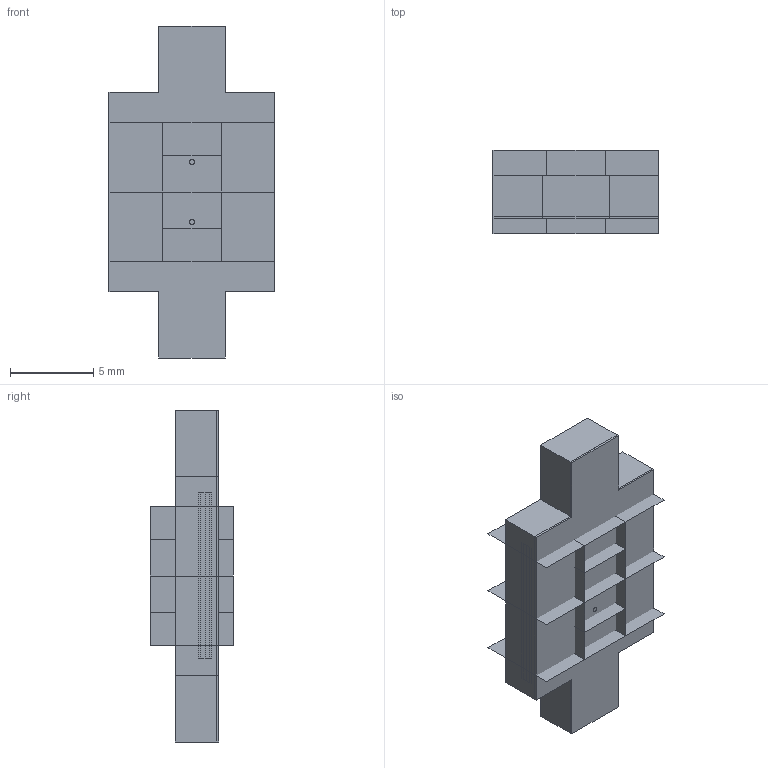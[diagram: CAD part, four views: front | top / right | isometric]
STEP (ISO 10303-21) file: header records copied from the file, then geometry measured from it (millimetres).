
FILE_DESCRIPTION(('FreeCAD Model'),'2;1');
FILE_NAME('Open CASCADE Shape Model','2025-02-03T09:54:24',(''),(''), 'Open CASCADE STEP processor 7.7','FreeCAD','Unknown');
FILE_SCHEMA(('AUTOMOTIVE_DESIGN { 1 0 10303 214 1 1 1 1 }'));
Length unit declared in the file: millimetre
Products named in the file (82): CMP_test; BC_Contatto_Esterno; solid19; solid19_1; BC_Metal_planar; face1; face2; face3; face5; face6; face7; face8; face9; face10; face11; face12; face13; BC_Metallizzazioni; solid13; solid16; solid32; solid34; BC_Metallizzazioni_Bis; solid035; solid036; solid037; solid038; BC_Metallizzazioni_Megtron; face14; face15; BC_Monolitico_metal; face4; BC_Via_Hole; solid23; solid24; solid25; solid27; solid29; solid31; solid35 ...
Assembly tree (81 placements, depth 3):
  CMP_test
    BC_Contatto_Esterno
      solid19
      solid19_1
    BC_Metal_planar
      face1
      face2
      face3
      face5
      face6
      face7
      face8
      face9
      face10
      face11
      face12
      face13
    BC_Metallizzazioni
      solid13
      solid16
      solid32
      solid34
    BC_Metallizzazioni_Bis
      solid035
      solid036
      solid037
      solid038
    BC_Metallizzazioni_Megtron
      face14
      face15
    BC_Monolitico_metal
      face4
    BC_Via_Hole
      solid23
      solid24
      solid25
      solid27
      solid29
      solid31
      solid35
      solid36
      solid35_1
      solid36_1
      solid38
      solid38_1
    BC_Via_Hole_Bis
      solid039
      solid040
      solid041
      solid042
      solid28
      solid043
      solid044
    BC_wires
      wire1
      wire2
    DIEL_Megtron6
      solid8
    DIEL_Monolitico_subs
      solid5
Bounding box: 10 x 5 x 20 mm (x, y, z)
Volume: 399.3 mm3; surface area: 2134 mm2
Topology: 39 solids, 82 shells, 248 faces, 560 edges, 408 vertices
Faces by surface type: plane 180, cylinder 60, bspline 4, sphere 4
Entity records: 14915 total; most frequent: CARTESIAN_POINT 7262, DIRECTION 1346, ORIENTED_EDGE 960, EDGE_CURVE 556, AXIS2_PLACEMENT_3D 476, VERTEX_POINT 408, LINE 394, VECTOR 394
